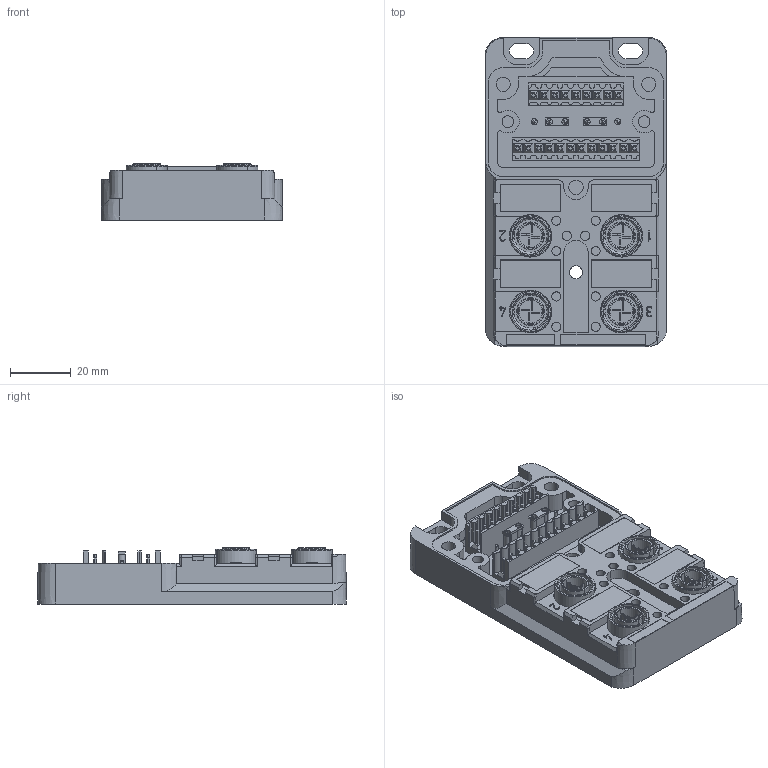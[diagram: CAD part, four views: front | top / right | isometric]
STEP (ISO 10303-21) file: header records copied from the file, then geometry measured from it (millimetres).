
FILE_DESCRIPTION(('CATIA V5 STEP Exchange','CAx-IF Rec.Pracs.--- Model Styling and Organization---1.4--- 2014-01-23'),'2;1');
FILE_NAME ('020818-3_0', '2021-01-14T17:18:56+00:00', ('none'), ('Weidmueller'), 'CATIA Version 5-6 Release 2016 SP3 HF44', 'CATIA V5 STEP AP214', 'none');
FILE_SCHEMA(('AUTOMOTIVE_DESIGN { 1 0 10303 214 1 1 1 1 }'));
Products named in the file (1): 1766781000
Bounding box: 60 x 102 x 18.5 mm (x, y, z)
Volume: 73943.2 mm3; surface area: 41081.7 mm2
Topology: 60 solids, 60 shells, 2287 faces, 5983 edges, 3884 vertices
Faces by surface type: plane 1391, cylinder 688, cone 148, torus 48, sphere 12
Entity records: 66105 total; most frequent: CARTESIAN_POINT 12828, ORIENTED_EDGE 11942, DIRECTION 9057, EDGE_CURVE 5971, VECTOR 3967, LINE 3967, VERTEX_POINT 3884, AXIS2_PLACEMENT_3D 3357
